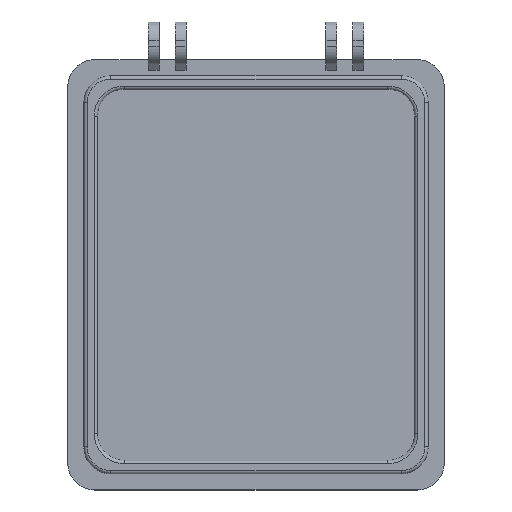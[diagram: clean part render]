
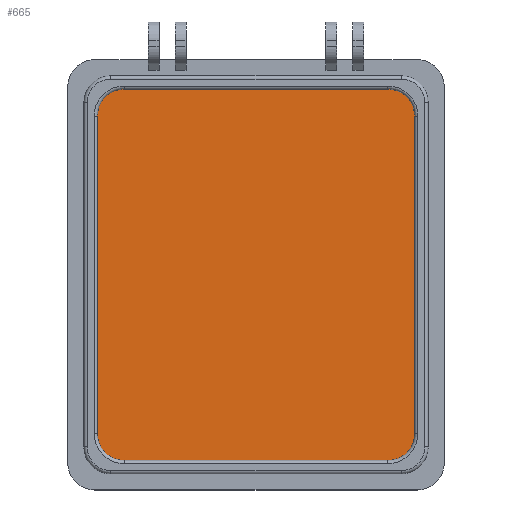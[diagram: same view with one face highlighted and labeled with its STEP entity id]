
A CAD part, top view. The second image highlights one B-rep face of the part: STEP entity #665.
In plain terms, the highlighted planar face has unit normal (0, 0, 1).
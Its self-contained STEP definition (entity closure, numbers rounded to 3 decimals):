
#665=ADVANCED_FACE('',(#1551),#1553,.T.);
#1551=FACE_BOUND('',#1552,.T.);
#1552=EDGE_LOOP('',(#2229,#2230,#2231,#2232,#2233,#2234,#2235,#2236));
#1553=PLANE('',#1554);
#1554=AXIS2_PLACEMENT_3D('',#1555,#1556,#1557);
#1555=CARTESIAN_POINT('',(0.,0.,1.));
#1556=DIRECTION('',(0.,0.,1.));
#1557=DIRECTION('',(-1.,0.,0.));
#2229=ORIENTED_EDGE('',*,*,#2626,.T.);
#2230=ORIENTED_EDGE('',*,*,#2640,.T.);
#2231=ORIENTED_EDGE('',*,*,#2638,.T.);
#2232=ORIENTED_EDGE('',*,*,#2636,.T.);
#2233=ORIENTED_EDGE('',*,*,#2634,.T.);
#2234=ORIENTED_EDGE('',*,*,#2632,.T.);
#2235=ORIENTED_EDGE('',*,*,#2630,.T.);
#2236=ORIENTED_EDGE('',*,*,#2628,.T.);
#2626=EDGE_CURVE('',#3051,#3049,#3052,.T.);
#2628=EDGE_CURVE('',#3054,#3051,#3055,.T.);
#2630=EDGE_CURVE('',#3057,#3054,#3058,.T.);
#2632=EDGE_CURVE('',#3060,#3057,#3061,.T.);
#2634=EDGE_CURVE('',#3063,#3060,#3064,.T.);
#2636=EDGE_CURVE('',#3066,#3063,#3067,.T.);
#2638=EDGE_CURVE('',#3069,#3066,#3070,.T.);
#2640=EDGE_CURVE('',#3049,#3069,#3072,.T.);
#3049=VERTEX_POINT('',#3977);
#3051=VERTEX_POINT('',#3982);
#3052=LINE('',#3983,#3984);
#3054=VERTEX_POINT('',#3990);
#3055=CIRCLE('',#3991,5.);
#3057=VERTEX_POINT('',#3999);
#3058=LINE('',#4000,#4001);
#3060=VERTEX_POINT('',#4007);
#3061=CIRCLE('',#4008,5.);
#3063=VERTEX_POINT('',#4016);
#3064=LINE('',#4017,#4018);
#3066=VERTEX_POINT('',#4024);
#3067=CIRCLE('',#4025,5.);
#3069=VERTEX_POINT('',#4033);
#3070=LINE('',#4034,#4035);
#3072=CIRCLE('',#4041,5.);
#3977=CARTESIAN_POINT('',(24.5,-34.5,1.));
#3982=CARTESIAN_POINT('',(-24.5,-34.5,1.));
#3983=CARTESIAN_POINT('',(-24.5,-34.5,1.));
#3984=VECTOR('',#3985,1.);
#3985=DIRECTION('',(1.,0.,0.));
#3990=CARTESIAN_POINT('',(-29.5,-29.5,1.));
#3991=AXIS2_PLACEMENT_3D('',#3992,#3993,#3994);
#3992=CARTESIAN_POINT('',(-24.5,-29.5,1.));
#3993=DIRECTION('',(0.,0.,1.));
#3994=DIRECTION('',(-1.,0.,0.));
#3999=CARTESIAN_POINT('',(-29.5,29.5,1.));
#4000=CARTESIAN_POINT('',(-29.5,29.5,1.));
#4001=VECTOR('',#4002,1.);
#4002=DIRECTION('',(0.,-1.,0.));
#4007=CARTESIAN_POINT('',(-24.5,34.5,1.));
#4008=AXIS2_PLACEMENT_3D('',#4009,#4010,#4011);
#4009=CARTESIAN_POINT('',(-24.5,29.5,1.));
#4010=DIRECTION('',(0.,0.,1.));
#4011=DIRECTION('',(0.,1.,0.));
#4016=CARTESIAN_POINT('',(24.5,34.5,1.));
#4017=CARTESIAN_POINT('',(24.5,34.5,1.));
#4018=VECTOR('',#4019,1.);
#4019=DIRECTION('',(-1.,0.,0.));
#4024=CARTESIAN_POINT('',(29.5,29.5,1.));
#4025=AXIS2_PLACEMENT_3D('',#4026,#4027,#4028);
#4026=CARTESIAN_POINT('',(24.5,29.5,1.));
#4027=DIRECTION('',(0.,0.,1.));
#4028=DIRECTION('',(1.,0.,0.));
#4033=CARTESIAN_POINT('',(29.5,-29.5,1.));
#4034=CARTESIAN_POINT('',(29.5,-29.5,1.));
#4035=VECTOR('',#4036,1.);
#4036=DIRECTION('',(0.,1.,0.));
#4041=AXIS2_PLACEMENT_3D('',#4042,#4043,#4044);
#4042=CARTESIAN_POINT('',(24.5,-29.5,1.));
#4043=DIRECTION('',(0.,0.,1.));
#4044=DIRECTION('',(0.,-1.,0.));
